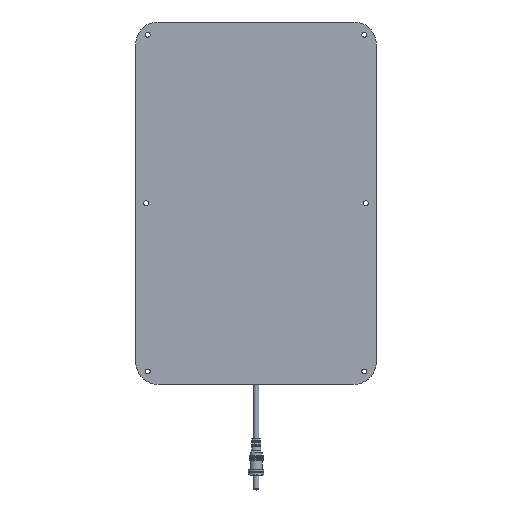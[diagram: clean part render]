
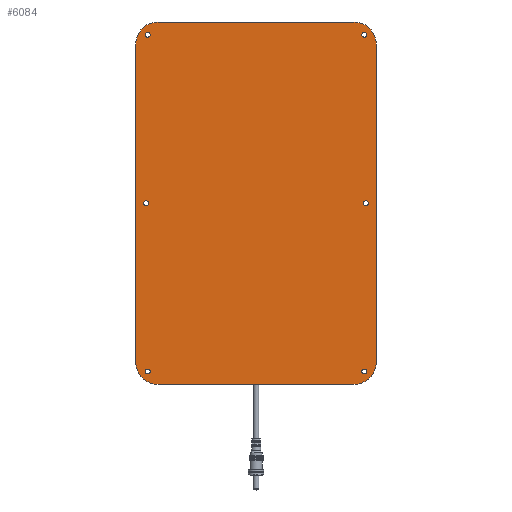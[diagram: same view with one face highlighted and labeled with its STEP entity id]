
A CAD part, top view. The second image highlights one B-rep face of the part: STEP entity #6084.
In plain terms, the highlighted planar face has unit normal (0, 0, 1).
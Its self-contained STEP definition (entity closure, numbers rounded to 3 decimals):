
#294=FACE_BOUND('',#1048,.T.);
#295=FACE_BOUND('',#1049,.T.);
#296=FACE_BOUND('',#1050,.T.);
#297=FACE_BOUND('',#1051,.T.);
#298=FACE_BOUND('',#1052,.T.);
#299=FACE_BOUND('',#1053,.T.);
#412=PLANE('',#6667);
#633=FACE_OUTER_BOUND('',#1047,.T.);
#1047=EDGE_LOOP('',(#4524,#4525,#4526,#4527,#4528,#4529,#4530,#4531));
#1048=EDGE_LOOP('',(#4532));
#1049=EDGE_LOOP('',(#4533));
#1050=EDGE_LOOP('',(#4534));
#1051=EDGE_LOOP('',(#4535));
#1052=EDGE_LOOP('',(#4536));
#1053=EDGE_LOOP('',(#4537));
#1553=LINE('',#9573,#2000);
#1559=LINE('',#9605,#2006);
#1562=LINE('',#9613,#2009);
#1564=LINE('',#9619,#2011);
#2000=VECTOR('',#7650,10.);
#2006=VECTOR('',#7682,10.);
#2009=VECTOR('',#7691,10.);
#2011=VECTOR('',#7699,10.);
#2303=CIRCLE('',#6633,13.7);
#2314=CIRCLE('',#6647,13.7);
#2315=CIRCLE('',#6650,13.7);
#2316=CIRCLE('',#6653,13.7);
#2317=CIRCLE('',#6656,1.5);
#2318=CIRCLE('',#6658,1.5);
#2319=CIRCLE('',#6660,1.5);
#2320=CIRCLE('',#6662,1.5);
#2321=CIRCLE('',#6664,1.5);
#2322=CIRCLE('',#6666,1.5);
#2733=VERTEX_POINT('',#9560);
#2734=VERTEX_POINT('',#9561);
#2738=VERTEX_POINT('',#9571);
#2750=VERTEX_POINT('',#9599);
#2751=VERTEX_POINT('',#9603);
#2752=VERTEX_POINT('',#9607);
#2753=VERTEX_POINT('',#9611);
#2754=VERTEX_POINT('',#9615);
#2755=VERTEX_POINT('',#9621);
#2756=VERTEX_POINT('',#9625);
#2757=VERTEX_POINT('',#9629);
#2758=VERTEX_POINT('',#9633);
#2759=VERTEX_POINT('',#9637);
#2760=VERTEX_POINT('',#9641);
#3365=EDGE_CURVE('',#2733,#2734,#2303,.T.);
#3371=EDGE_CURVE('',#2733,#2738,#1553,.T.);
#3384=EDGE_CURVE('',#2750,#2738,#2314,.T.);
#3387=EDGE_CURVE('',#2750,#2751,#1559,.T.);
#3388=EDGE_CURVE('',#2752,#2751,#2315,.T.);
#3391=EDGE_CURVE('',#2752,#2753,#1562,.T.);
#3393=EDGE_CURVE('',#2754,#2753,#2316,.T.);
#3394=EDGE_CURVE('',#2754,#2734,#1564,.T.);
#3395=EDGE_CURVE('',#2755,#2755,#2317,.T.);
#3397=EDGE_CURVE('',#2756,#2756,#2318,.T.);
#3399=EDGE_CURVE('',#2757,#2757,#2319,.T.);
#3401=EDGE_CURVE('',#2758,#2758,#2320,.T.);
#3403=EDGE_CURVE('',#2759,#2759,#2321,.T.);
#3405=EDGE_CURVE('',#2760,#2760,#2322,.T.);
#4524=ORIENTED_EDGE('',*,*,#3365,.F.);
#4525=ORIENTED_EDGE('',*,*,#3371,.T.);
#4526=ORIENTED_EDGE('',*,*,#3384,.F.);
#4527=ORIENTED_EDGE('',*,*,#3387,.T.);
#4528=ORIENTED_EDGE('',*,*,#3388,.F.);
#4529=ORIENTED_EDGE('',*,*,#3391,.T.);
#4530=ORIENTED_EDGE('',*,*,#3393,.F.);
#4531=ORIENTED_EDGE('',*,*,#3394,.T.);
#4532=ORIENTED_EDGE('',*,*,#3405,.T.);
#4533=ORIENTED_EDGE('',*,*,#3403,.T.);
#4534=ORIENTED_EDGE('',*,*,#3401,.T.);
#4535=ORIENTED_EDGE('',*,*,#3399,.T.);
#4536=ORIENTED_EDGE('',*,*,#3397,.T.);
#4537=ORIENTED_EDGE('',*,*,#3395,.T.);
#6084=ADVANCED_FACE('',(#633,#294,#295,#296,#297,#298,#299),#412,.T.);
#6633=AXIS2_PLACEMENT_3D('',#9562,#7640,#7641);
#6647=AXIS2_PLACEMENT_3D('',#9600,#7676,#7677);
#6650=AXIS2_PLACEMENT_3D('',#9608,#7685,#7686);
#6653=AXIS2_PLACEMENT_3D('',#9617,#7695,#7696);
#6656=AXIS2_PLACEMENT_3D('',#9622,#7702,#7703);
#6658=AXIS2_PLACEMENT_3D('',#9626,#7707,#7708);
#6660=AXIS2_PLACEMENT_3D('',#9630,#7712,#7713);
#6662=AXIS2_PLACEMENT_3D('',#9634,#7717,#7718);
#6664=AXIS2_PLACEMENT_3D('',#9638,#7722,#7723);
#6666=AXIS2_PLACEMENT_3D('',#9642,#7727,#7728);
#6667=AXIS2_PLACEMENT_3D('',#9644,#7730,#7731);
#7640=DIRECTION('center_axis',(0.,0.,-1.));
#7641=DIRECTION('ref_axis',(-0.707,-0.707,0.));
#7650=DIRECTION('',(1.,0.,0.));
#7676=DIRECTION('center_axis',(0.,0.,-1.));
#7677=DIRECTION('ref_axis',(0.707,-0.707,0.));
#7682=DIRECTION('',(0.,1.,0.));
#7685=DIRECTION('center_axis',(0.,0.,-1.));
#7686=DIRECTION('ref_axis',(0.707,0.707,0.));
#7691=DIRECTION('',(-1.,0.,0.));
#7695=DIRECTION('center_axis',(0.,0.,-1.));
#7696=DIRECTION('ref_axis',(-0.707,0.707,0.));
#7699=DIRECTION('',(0.,-1.,0.));
#7702=DIRECTION('center_axis',(0.,0.,-1.));
#7703=DIRECTION('ref_axis',(-1.,0.,0.));
#7707=DIRECTION('center_axis',(0.,0.,-1.));
#7708=DIRECTION('ref_axis',(-1.,0.,0.));
#7712=DIRECTION('center_axis',(0.,0.,-1.));
#7713=DIRECTION('ref_axis',(-1.,0.,0.));
#7717=DIRECTION('center_axis',(0.,0.,-1.));
#7718=DIRECTION('ref_axis',(-1.,0.,0.));
#7722=DIRECTION('center_axis',(0.,0.,-1.));
#7723=DIRECTION('ref_axis',(-1.,0.,0.));
#7727=DIRECTION('center_axis',(0.,0.,-1.));
#7728=DIRECTION('ref_axis',(-1.,0.,0.));
#7730=DIRECTION('center_axis',(0.,0.,1.));
#7731=DIRECTION('ref_axis',(1.,0.,0.));
#9560=CARTESIAN_POINT('',(-60.3,-111.5,1.));
#9561=CARTESIAN_POINT('',(-74.,-97.8,1.));
#9562=CARTESIAN_POINT('Origin',(-60.3,-97.8,1.));
#9571=CARTESIAN_POINT('',(60.3,-111.5,1.));
#9573=CARTESIAN_POINT('',(-74.,-111.5,1.));
#9599=CARTESIAN_POINT('',(74.,-97.8,1.));
#9600=CARTESIAN_POINT('Origin',(60.3,-97.8,1.));
#9603=CARTESIAN_POINT('',(74.,97.8,1.));
#9605=CARTESIAN_POINT('',(74.,-111.5,1.));
#9607=CARTESIAN_POINT('',(60.3,111.5,1.));
#9608=CARTESIAN_POINT('Origin',(60.3,97.8,1.));
#9611=CARTESIAN_POINT('',(-60.3,111.5,1.));
#9613=CARTESIAN_POINT('',(74.,111.5,1.));
#9615=CARTESIAN_POINT('',(-74.,97.8,1.));
#9617=CARTESIAN_POINT('Origin',(-60.3,97.8,1.));
#9619=CARTESIAN_POINT('',(-74.,111.5,1.));
#9621=CARTESIAN_POINT('',(-66.1,0.,1.));
#9622=CARTESIAN_POINT('Origin',(-67.6,0.,1.));
#9625=CARTESIAN_POINT('',(69.1,0.,1.));
#9626=CARTESIAN_POINT('Origin',(67.6,0.,1.));
#9629=CARTESIAN_POINT('',(68.1,103.6,1.));
#9630=CARTESIAN_POINT('Origin',(66.6,103.6,1.));
#9633=CARTESIAN_POINT('',(-65.1,-103.6,1.));
#9634=CARTESIAN_POINT('Origin',(-66.6,-103.6,1.));
#9637=CARTESIAN_POINT('',(68.1,-103.6,1.));
#9638=CARTESIAN_POINT('Origin',(66.6,-103.6,1.));
#9641=CARTESIAN_POINT('',(-65.1,103.6,1.));
#9642=CARTESIAN_POINT('Origin',(-66.6,103.6,1.));
#9644=CARTESIAN_POINT('Origin',(0.,0.,1.));
